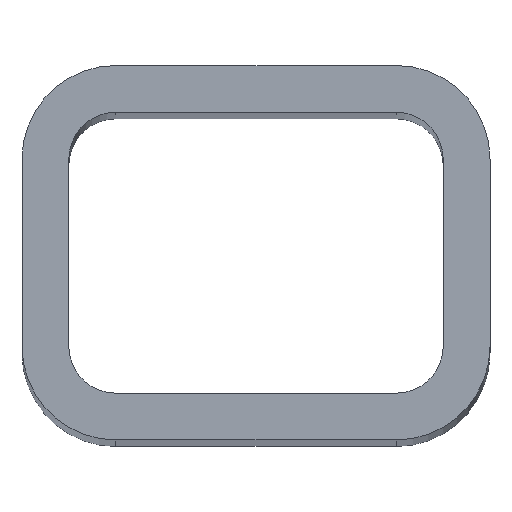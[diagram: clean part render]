
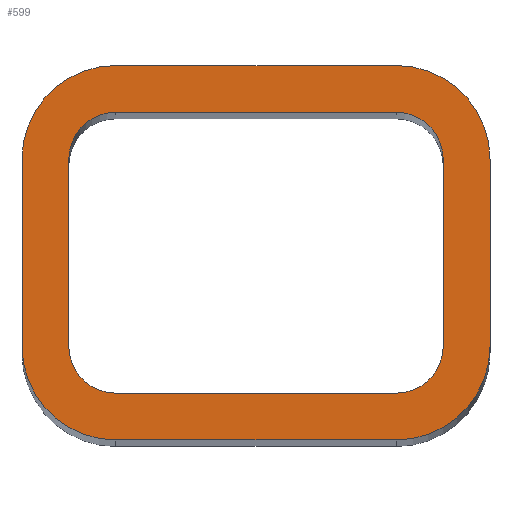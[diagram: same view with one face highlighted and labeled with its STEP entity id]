
A CAD part, top view. The second image highlights one B-rep face of the part: STEP entity #599.
In plain terms, the highlighted planar face has unit normal (0, 0, 1).
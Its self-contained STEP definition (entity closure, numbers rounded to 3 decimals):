
#57=CARTESIAN_POINT('Line Origine',(-25.,0.,400.)) ;
#61=CARTESIAN_POINT('Vertex',(-25.,-10.,400.)) ;
#63=CARTESIAN_POINT('Vertex',(-25.,10.,400.)) ;
#97=CARTESIAN_POINT('Axis2P3D Location',(-15.,10.,400.)) ;
#101=CARTESIAN_POINT('Vertex',(-15.,20.,400.)) ;
#128=CARTESIAN_POINT('Line Origine',(0.,20.,400.)) ;
#132=CARTESIAN_POINT('Vertex',(15.,20.,400.)) ;
#159=CARTESIAN_POINT('Axis2P3D Location',(15.,10.,400.)) ;
#163=CARTESIAN_POINT('Vertex',(25.,10.,400.)) ;
#190=CARTESIAN_POINT('Line Origine',(25.,0.,400.)) ;
#194=CARTESIAN_POINT('Vertex',(25.,-10.,400.)) ;
#221=CARTESIAN_POINT('Axis2P3D Location',(15.,-10.,400.)) ;
#225=CARTESIAN_POINT('Vertex',(15.,-20.,400.)) ;
#252=CARTESIAN_POINT('Line Origine',(0.,-20.,400.)) ;
#256=CARTESIAN_POINT('Vertex',(-15.,-20.,400.)) ;
#283=CARTESIAN_POINT('Axis2P3D Location',(-15.,-10.,400.)) ;
#311=CARTESIAN_POINT('Vertex',(15.,-15.,400.)) ;
#325=CARTESIAN_POINT('Vertex',(-15.,-15.,400.)) ;
#328=CARTESIAN_POINT('Line Origine',(0.,-15.,400.)) ;
#351=CARTESIAN_POINT('Vertex',(20.,-10.,400.)) ;
#359=CARTESIAN_POINT('Axis2P3D Location',(15.,-10.,400.)) ;
#382=CARTESIAN_POINT('Vertex',(20.,10.,400.)) ;
#390=CARTESIAN_POINT('Line Origine',(20.,0.,400.)) ;
#413=CARTESIAN_POINT('Vertex',(15.,15.,400.)) ;
#421=CARTESIAN_POINT('Axis2P3D Location',(15.,10.,400.)) ;
#444=CARTESIAN_POINT('Vertex',(-15.,15.,400.)) ;
#452=CARTESIAN_POINT('Line Origine',(0.,15.,400.)) ;
#475=CARTESIAN_POINT('Vertex',(-20.,10.,400.)) ;
#483=CARTESIAN_POINT('Axis2P3D Location',(-15.,10.,400.)) ;
#506=CARTESIAN_POINT('Vertex',(-20.,-10.,400.)) ;
#514=CARTESIAN_POINT('Line Origine',(-20.,0.,400.)) ;
#536=CARTESIAN_POINT('Axis2P3D Location',(-15.,-10.,400.)) ;
#574=CARTESIAN_POINT('Axis2P3D Location',(0.,0.,400.)) ;
#58=DIRECTION('Vector Direction',(0.,1.,0.)) ;
#98=DIRECTION('Axis2P3D Direction',(0.,0.,-1.)) ;
#129=DIRECTION('Vector Direction',(-1.,0.,0.)) ;
#160=DIRECTION('Axis2P3D Direction',(0.,0.,-1.)) ;
#191=DIRECTION('Vector Direction',(0.,-1.,0.)) ;
#222=DIRECTION('Axis2P3D Direction',(0.,0.,-1.)) ;
#253=DIRECTION('Vector Direction',(1.,0.,0.)) ;
#284=DIRECTION('Axis2P3D Direction',(0.,0.,-1.)) ;
#329=DIRECTION('Vector Direction',(1.,0.,0.)) ;
#360=DIRECTION('Axis2P3D Direction',(0.,0.,-1.)) ;
#391=DIRECTION('Vector Direction',(0.,-1.,0.)) ;
#422=DIRECTION('Axis2P3D Direction',(0.,0.,-1.)) ;
#453=DIRECTION('Vector Direction',(-1.,0.,0.)) ;
#484=DIRECTION('Axis2P3D Direction',(0.,0.,-1.)) ;
#515=DIRECTION('Vector Direction',(0.,1.,0.)) ;
#537=DIRECTION('Axis2P3D Direction',(0.,0.,-1.)) ;
#575=DIRECTION('Axis2P3D Direction',(0.,0.,-1.)) ;
#576=DIRECTION('Axis2P3D XDirection',(1.,0.,0.)) ;
#99=AXIS2_PLACEMENT_3D('Circle Axis2P3D',#97,#98,$) ;
#161=AXIS2_PLACEMENT_3D('Circle Axis2P3D',#159,#160,$) ;
#223=AXIS2_PLACEMENT_3D('Circle Axis2P3D',#221,#222,$) ;
#285=AXIS2_PLACEMENT_3D('Circle Axis2P3D',#283,#284,$) ;
#361=AXIS2_PLACEMENT_3D('Circle Axis2P3D',#359,#360,$) ;
#423=AXIS2_PLACEMENT_3D('Circle Axis2P3D',#421,#422,$) ;
#485=AXIS2_PLACEMENT_3D('Circle Axis2P3D',#483,#484,$) ;
#538=AXIS2_PLACEMENT_3D('Circle Axis2P3D',#536,#537,$) ;
#577=AXIS2_PLACEMENT_3D('Plane Axis2P3D',#574,#575,#576) ;
#580=ORIENTED_EDGE('',*,*,#287,.F.) ;
#581=ORIENTED_EDGE('',*,*,#258,.F.) ;
#582=ORIENTED_EDGE('',*,*,#227,.F.) ;
#583=ORIENTED_EDGE('',*,*,#196,.F.) ;
#584=ORIENTED_EDGE('',*,*,#165,.F.) ;
#585=ORIENTED_EDGE('',*,*,#134,.F.) ;
#586=ORIENTED_EDGE('',*,*,#103,.F.) ;
#587=ORIENTED_EDGE('',*,*,#65,.F.) ;
#590=ORIENTED_EDGE('',*,*,#540,.T.) ;
#591=ORIENTED_EDGE('',*,*,#518,.T.) ;
#592=ORIENTED_EDGE('',*,*,#487,.T.) ;
#593=ORIENTED_EDGE('',*,*,#456,.T.) ;
#594=ORIENTED_EDGE('',*,*,#425,.T.) ;
#595=ORIENTED_EDGE('',*,*,#394,.T.) ;
#596=ORIENTED_EDGE('',*,*,#363,.T.) ;
#597=ORIENTED_EDGE('',*,*,#332,.T.) ;
#598=FACE_BOUND('',#589,.T.) ;
#59=VECTOR('Line Direction',#58,1.) ;
#130=VECTOR('Line Direction',#129,1.) ;
#192=VECTOR('Line Direction',#191,1.) ;
#254=VECTOR('Line Direction',#253,1.) ;
#330=VECTOR('Line Direction',#329,1.) ;
#392=VECTOR('Line Direction',#391,1.) ;
#454=VECTOR('Line Direction',#453,1.) ;
#516=VECTOR('Line Direction',#515,1.) ;
#599=ADVANCED_FACE('PartBody',(#588,#598),#578,.F.) ;
#100=CIRCLE('generated circle',#99,10.) ;
#162=CIRCLE('generated circle',#161,10.) ;
#224=CIRCLE('generated circle',#223,10.) ;
#286=CIRCLE('generated circle',#285,10.) ;
#362=CIRCLE('generated circle',#361,5.) ;
#424=CIRCLE('generated circle',#423,5.) ;
#486=CIRCLE('generated circle',#485,5.) ;
#539=CIRCLE('generated circle',#538,5.) ;
#65=EDGE_CURVE('',#62,#64,#60,.T.) ;
#103=EDGE_CURVE('',#64,#102,#100,.T.) ;
#134=EDGE_CURVE('',#102,#133,#131,.F.) ;
#165=EDGE_CURVE('',#133,#164,#162,.T.) ;
#196=EDGE_CURVE('',#164,#195,#193,.T.) ;
#227=EDGE_CURVE('',#195,#226,#224,.T.) ;
#258=EDGE_CURVE('',#226,#257,#255,.F.) ;
#287=EDGE_CURVE('',#257,#62,#286,.T.) ;
#332=EDGE_CURVE('',#312,#326,#331,.F.) ;
#363=EDGE_CURVE('',#352,#312,#362,.T.) ;
#394=EDGE_CURVE('',#383,#352,#393,.T.) ;
#425=EDGE_CURVE('',#414,#383,#424,.T.) ;
#456=EDGE_CURVE('',#445,#414,#455,.F.) ;
#487=EDGE_CURVE('',#476,#445,#486,.T.) ;
#518=EDGE_CURVE('',#507,#476,#517,.T.) ;
#540=EDGE_CURVE('',#326,#507,#539,.T.) ;
#579=EDGE_LOOP('',(#580,#581,#582,#583,#584,#585,#586,#587)) ;
#589=EDGE_LOOP('',(#590,#591,#592,#593,#594,#595,#596,#597)) ;
#588=FACE_OUTER_BOUND('',#579,.T.) ;
#60=LINE('Line',#57,#59) ;
#131=LINE('Line',#128,#130) ;
#193=LINE('Line',#190,#192) ;
#255=LINE('Line',#252,#254) ;
#331=LINE('Line',#328,#330) ;
#393=LINE('Line',#390,#392) ;
#455=LINE('Line',#452,#454) ;
#517=LINE('Line',#514,#516) ;
#578=PLANE('Plane',#577) ;
#62=VERTEX_POINT('',#61) ;
#64=VERTEX_POINT('',#63) ;
#102=VERTEX_POINT('',#101) ;
#133=VERTEX_POINT('',#132) ;
#164=VERTEX_POINT('',#163) ;
#195=VERTEX_POINT('',#194) ;
#226=VERTEX_POINT('',#225) ;
#257=VERTEX_POINT('',#256) ;
#312=VERTEX_POINT('',#311) ;
#326=VERTEX_POINT('',#325) ;
#352=VERTEX_POINT('',#351) ;
#383=VERTEX_POINT('',#382) ;
#414=VERTEX_POINT('',#413) ;
#445=VERTEX_POINT('',#444) ;
#476=VERTEX_POINT('',#475) ;
#507=VERTEX_POINT('',#506) ;
